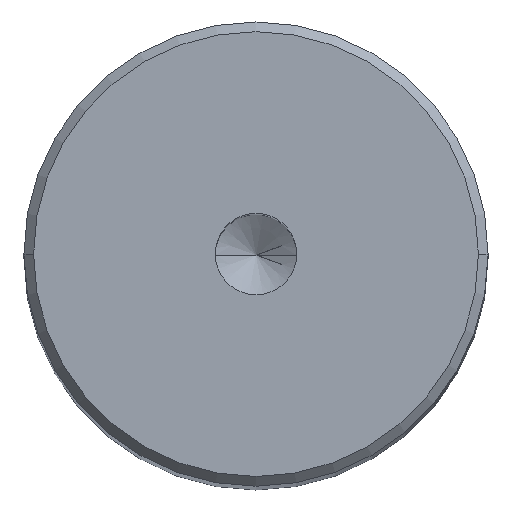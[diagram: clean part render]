
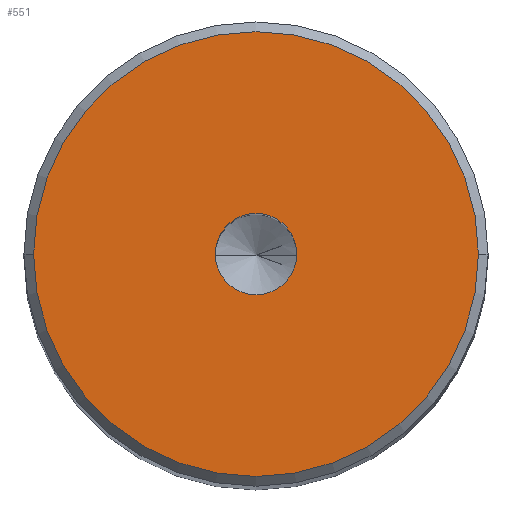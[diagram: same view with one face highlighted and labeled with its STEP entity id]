
A CAD part, top view. The second image highlights one B-rep face of the part: STEP entity #551.
In plain terms, the highlighted planar face has unit normal (0, 0, 1).
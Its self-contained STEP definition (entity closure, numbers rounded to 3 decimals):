
#11 = DIRECTION ( 'NONE',  ( 0., 0., 1. ) ) ;
#13 = DIRECTION ( 'NONE',  ( 0., 0., 1. ) ) ;
#23 = CARTESIAN_POINT ( 'NONE',  ( -11.5, 0., 0. ) ) ;
#60 = EDGE_LOOP ( 'NONE', ( #351, #295 ) ) ;
#62 = CARTESIAN_POINT ( 'NONE',  ( 0., 0., 0. ) ) ;
#129 = PLANE ( 'NONE',  #161 ) ;
#157 = CIRCLE ( 'NONE', #494, 11.5 ) ;
#161 = AXIS2_PLACEMENT_3D ( 'NONE', #178, #186, #188 ) ;
#165 = EDGE_CURVE ( 'NONE', #265, #314, #157, .T. ) ;
#176 = DIRECTION ( 'NONE',  ( 1., 0., 0. ) ) ;
#178 = CARTESIAN_POINT ( 'NONE',  ( 0., 0., 0. ) ) ;
#182 = FACE_OUTER_BOUND ( 'NONE', #60, .T. ) ;
#186 = DIRECTION ( 'NONE',  ( 0., 0., 1. ) ) ;
#188 = DIRECTION ( 'NONE',  ( 1., 0., 0. ) ) ;
#199 = CIRCLE ( 'NONE', #346, 2.1 ) ;
#224 = CARTESIAN_POINT ( 'NONE',  ( 0., 0., 0. ) ) ;
#233 = CIRCLE ( 'NONE', #507, 2.1 ) ;
#248 = EDGE_CURVE ( 'NONE', #261, #380, #199, .T. ) ;
#256 = CARTESIAN_POINT ( 'NONE',  ( -2.1, 0., 0. ) ) ;
#261 = VERTEX_POINT ( 'NONE', #256 ) ;
#263 = CARTESIAN_POINT ( 'NONE',  ( 2.1, 0., 0. ) ) ;
#265 = VERTEX_POINT ( 'NONE', #341 ) ;
#274 = AXIS2_PLACEMENT_3D ( 'NONE', #224, #317, #277 ) ;
#277 = DIRECTION ( 'NONE',  ( 1., 0., 0. ) ) ;
#282 = FACE_BOUND ( 'NONE', #540, .T. ) ;
#295 = ORIENTED_EDGE ( 'NONE', *, *, #165, .T. ) ;
#314 = VERTEX_POINT ( 'NONE', #23 ) ;
#317 = DIRECTION ( 'NONE',  ( 0., 0., 1. ) ) ;
#332 = DIRECTION ( 'NONE',  ( 1., 0., 0. ) ) ;
#333 = CARTESIAN_POINT ( 'NONE',  ( 0., 0., 0. ) ) ;
#341 = CARTESIAN_POINT ( 'NONE',  ( 11.5, 0., 0. ) ) ;
#346 = AXIS2_PLACEMENT_3D ( 'NONE', #62, #11, #332 ) ;
#351 = ORIENTED_EDGE ( 'NONE', *, *, #469, .T. ) ;
#370 = DIRECTION ( 'NONE',  ( 0., 0., 1. ) ) ;
#380 = VERTEX_POINT ( 'NONE', #263 ) ;
#396 = ORIENTED_EDGE ( 'NONE', *, *, #501, .F. ) ;
#469 = EDGE_CURVE ( 'NONE', #314, #265, #487, .T. ) ;
#487 = CIRCLE ( 'NONE', #274, 11.5 ) ;
#494 = AXIS2_PLACEMENT_3D ( 'NONE', #333, #13, #519 ) ;
#501 = EDGE_CURVE ( 'NONE', #380, #261, #233, .T. ) ;
#507 = AXIS2_PLACEMENT_3D ( 'NONE', #586, #370, #176 ) ;
#515 = ORIENTED_EDGE ( 'NONE', *, *, #248, .F. ) ;
#519 = DIRECTION ( 'NONE',  ( 1., 0., 0. ) ) ;
#540 = EDGE_LOOP ( 'NONE', ( #396, #515 ) ) ;
#551 = ADVANCED_FACE ( 'NONE', ( #282, #182 ), #129, .T. ) ;
#586 = CARTESIAN_POINT ( 'NONE',  ( 0., 0., 0. ) ) ;
